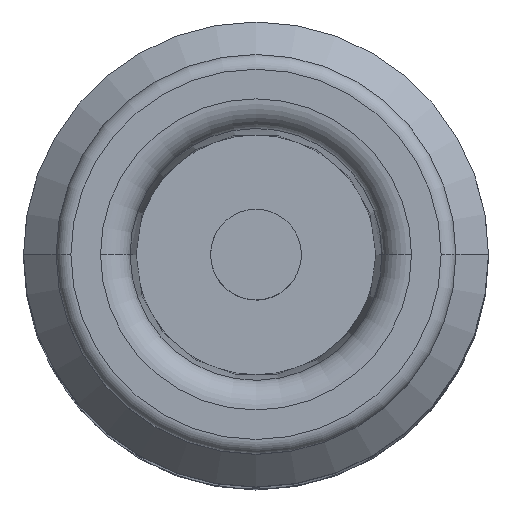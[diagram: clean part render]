
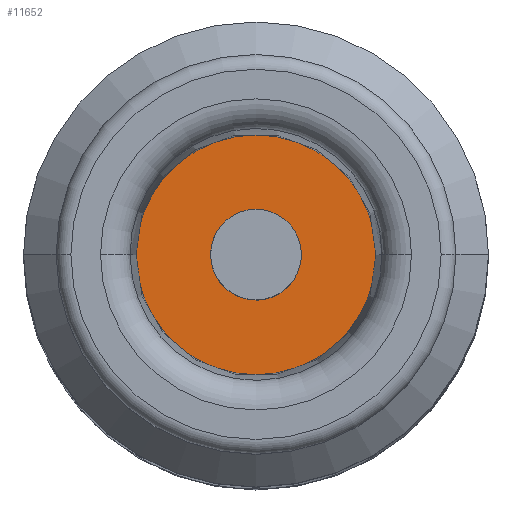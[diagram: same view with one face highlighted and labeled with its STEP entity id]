
A CAD part, top view. The second image highlights one B-rep face of the part: STEP entity #11652.
In plain terms, the highlighted planar face has unit normal (0, 0, 1).
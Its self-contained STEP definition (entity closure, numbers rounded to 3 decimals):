
#2152=CARTESIAN_POINT('',(0.,0.,15.29));
#2153=DIRECTION('',(0.,0.,-1.));
#2154=DIRECTION('',(-1.,0.,0.));
#2155=AXIS2_PLACEMENT_3D('',#2152,#2153,#2154);
#2157=CARTESIAN_POINT('',(0.,0.,15.29));
#2158=DIRECTION('',(0.,0.,-1.));
#2159=DIRECTION('',(1.,0.,0.));
#2160=AXIS2_PLACEMENT_3D('',#2157,#2158,#2159);
#2162=CARTESIAN_POINT('',(0.,0.,15.29));
#2163=DIRECTION('',(0.,0.,1.));
#2164=DIRECTION('',(0.,1.,0.));
#2165=AXIS2_PLACEMENT_3D('',#2162,#2163,#2164);
#2167=CARTESIAN_POINT('',(0.,0.,15.29));
#2168=DIRECTION('',(0.,0.,1.));
#2169=DIRECTION('',(0.,-1.,0.));
#2170=AXIS2_PLACEMENT_3D('',#2167,#2168,#2169);
#8984=CARTESIAN_POINT('',(-4.05,0.,15.29));
#8985=VERTEX_POINT('',#8984);
#8986=CARTESIAN_POINT('',(4.05,0.,15.29));
#8987=VERTEX_POINT('',#8986);
#8988=CARTESIAN_POINT('',(0.,1.52,15.29));
#8989=CARTESIAN_POINT('',(0.,-1.52,15.29));
#8990=VERTEX_POINT('',#8988);
#8991=VERTEX_POINT('',#8989);
#11637=CARTESIAN_POINT('',(0.,0.,15.29));
#11638=DIRECTION('',(0.,0.,1.));
#11639=DIRECTION('',(-1.,0.,0.));
#11640=AXIS2_PLACEMENT_3D('',#11637,#11638,#11639);
#11641=PLANE('',#11640);
#11642=ORIENTED_EDGE('',*,*,#11631,.T.);
#11643=ORIENTED_EDGE('',*,*,#11616,.T.);
#11644=EDGE_LOOP('',(#11642,#11643));
#11645=FACE_OUTER_BOUND('',#11644,.F.);
#11647=ORIENTED_EDGE('',*,*,#11646,.T.);
#11649=ORIENTED_EDGE('',*,*,#11648,.T.);
#11650=EDGE_LOOP('',(#11647,#11649));
#11651=FACE_BOUND('',#11650,.F.);
#2156=CIRCLE('',#2155,4.05);
#2161=CIRCLE('',#2160,4.05);
#2166=CIRCLE('',#2165,1.52);
#2171=CIRCLE('',#2170,1.52);
#11616=EDGE_CURVE('',#8987,#8985,#2161,.T.);
#11631=EDGE_CURVE('',#8985,#8987,#2156,.T.);
#11646=EDGE_CURVE('',#8990,#8991,#2166,.T.);
#11648=EDGE_CURVE('',#8991,#8990,#2171,.T.);
#11652=ADVANCED_FACE('',(#11645,#11651),#11641,.T.);
